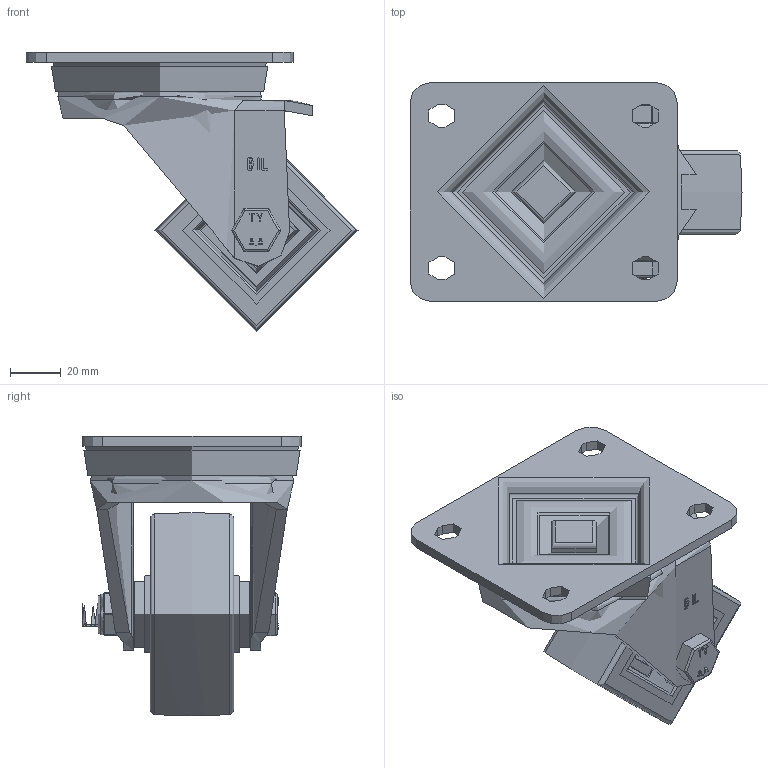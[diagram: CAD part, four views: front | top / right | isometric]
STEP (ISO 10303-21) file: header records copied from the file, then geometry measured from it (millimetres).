
FILE_DESCRIPTION(/* description */ (''),/* implementation_level */ '2;1');
FILE_NAME(/* name */ 'BZH80NP.step',/* time_stamp */ '2025-05-28T11:28:39+01:00',/* author */ (''),/* organization */ (''),/* preprocessor_version */ 'ST-DEVELOPER v20.1',/* originating_system */ 'Autodesk Translation Framework v14.10.0.0',/* authorisation */ '');
FILE_SCHEMA (('AUTOMOTIVE_DESIGN { 1 0 10303 214 3 1 1 }'));
Length unit declared in the file: millimetre
Products named in the file (16): BZH80NP; BZH80AS - 2 v2; ZINC PLATED, PRESSED STEEL TOP PLATE; ZINC PLATED, PRESSED STEEL FORKS; BEARING SEAL; BZMM80WNP v1; POLYURETHANE TYRE; NYLON RIM; TUBEM12X46X10 v1; ZINC PLATED AXLE TUBE; HEXBOLTM10X70Z8.8 v2; GRADE 8.8 THREADED ZINC PLATED BOLT; NYLOCM10Z v1; NYLOC NUT; RUBBER; NUT
Assembly tree (15 placements, depth 4):
  BZH80NP
    BZH80AS - 2 v2
      ZINC PLATED, PRESSED STEEL TOP PLATE
      ZINC PLATED, PRESSED STEEL FORKS
      BEARING SEAL
    BZMM80WNP v1
      POLYURETHANE TYRE
      NYLON RIM
    TUBEM12X46X10 v1
      ZINC PLATED AXLE TUBE
    HEXBOLTM10X70Z8.8 v2
      GRADE 8.8 THREADED ZINC PLATED BOLT
    NYLOCM10Z v1
      NYLOC NUT
        RUBBER
        NUT
Bounding box: 130.5 x 86 x 109.93 mm (x, y, z)
Volume: 271720.8 mm3; surface area: 105207.1 mm2
Topology: 9 solids, 9 shells, 387 faces, 919 edges, 578 vertices
Faces by surface type: plane 170, cylinder 117, bspline 51, torus 22, cone 15, sphere 12
Full cylindrical faces by diameter (mm): 8.141 x18, 9.85 x19, 10 x4, 10.2 x2, 11.95 x1, 12 x2, 12.5 x1, 16 x2, 20 x1, 25 x2, 26 x2, 31 x1, 32 x1, 50.5 x1, 58 x2, 72 x1, 80 x1
Entity records: 17749 total; most frequent: CARTESIAN_POINT 8704, ORIENTED_EDGE 1838, DIRECTION 1684, EDGE_CURVE 919, AXIS2_PLACEMENT_3D 611, VERTEX_POINT 578, LINE 462, VECTOR 462
